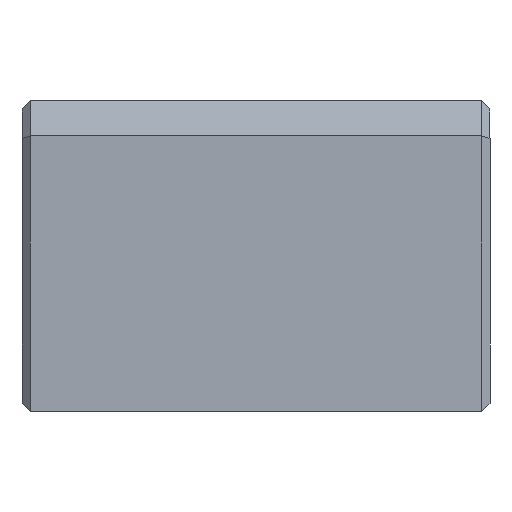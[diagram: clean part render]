
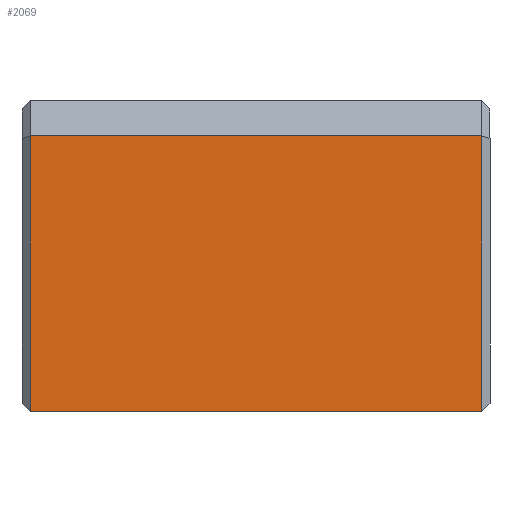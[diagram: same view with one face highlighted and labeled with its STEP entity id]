
A CAD part, front view. The second image highlights one B-rep face of the part: STEP entity #2069.
In plain terms, the highlighted planar face has unit normal (0, -1, 0).
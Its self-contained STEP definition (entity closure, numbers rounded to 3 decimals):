
#143 = VECTOR ( 'NONE', #1617, 1000. ) ;
#148 = EDGE_CURVE ( 'NONE', #899, #1468, #2028, .T. ) ;
#232 = DIRECTION ( 'NONE',  ( 0., 0., 1. ) ) ;
#260 = CARTESIAN_POINT ( 'NONE',  ( 12.85, -15.4, 20.753 ) ) ;
#304 = VERTEX_POINT ( 'NONE', #2116 ) ;
#358 = AXIS2_PLACEMENT_3D ( 'NONE', #1063, #1044, #232 ) ;
#399 = PLANE ( 'NONE',  #358 ) ;
#417 = ORIENTED_EDGE ( 'NONE', *, *, #148, .T. ) ;
#452 = LINE ( 'NONE', #2131, #528 ) ;
#528 = VECTOR ( 'NONE', #1433, 1000. ) ;
#531 = CARTESIAN_POINT ( 'NONE',  ( 46.778, -15.4, 33.832 ) ) ;
#785 = VECTOR ( 'NONE', #1880, 1000. ) ;
#899 = VERTEX_POINT ( 'NONE', #1112 ) ;
#930 = VECTOR ( 'NONE', #1163, 1000. ) ;
#1044 = DIRECTION ( 'NONE',  ( 0., 1., 0. ) ) ;
#1048 = EDGE_CURVE ( 'NONE', #1174, #899, #1373, .T. ) ;
#1063 = CARTESIAN_POINT ( 'NONE',  ( 46.778, -15.4, 33.832 ) ) ;
#1085 = CARTESIAN_POINT ( 'NONE',  ( -8.54, -15.4, 33.832 ) ) ;
#1112 = CARTESIAN_POINT ( 'NONE',  ( 12.85, -15.4, 33.832 ) ) ;
#1150 = ORIENTED_EDGE ( 'NONE', *, *, #1689, .T. ) ;
#1163 = DIRECTION ( 'NONE',  ( 0., 0., 1. ) ) ;
#1174 = VERTEX_POINT ( 'NONE', #260 ) ;
#1373 = LINE ( 'NONE', #1384, #930 ) ;
#1377 = EDGE_CURVE ( 'NONE', #1174, #304, #452, .T. ) ;
#1384 = CARTESIAN_POINT ( 'NONE',  ( 12.85, -15.4, 33.832 ) ) ;
#1422 = LINE ( 'NONE', #1085, #143 ) ;
#1433 = DIRECTION ( 'NONE',  ( -1., 0., 0. ) ) ;
#1468 = VERTEX_POINT ( 'NONE', #1840 ) ;
#1524 = EDGE_LOOP ( 'NONE', ( #417, #1150, #1773, #2162 ) ) ;
#1558 = FACE_OUTER_BOUND ( 'NONE', #1524, .T. ) ;
#1617 = DIRECTION ( 'NONE',  ( 0., 0., -1. ) ) ;
#1689 = EDGE_CURVE ( 'NONE', #1468, #304, #1422, .T. ) ;
#1773 = ORIENTED_EDGE ( 'NONE', *, *, #1377, .F. ) ;
#1840 = CARTESIAN_POINT ( 'NONE',  ( -8.54, -15.4, 33.832 ) ) ;
#1880 = DIRECTION ( 'NONE',  ( -1., 0., 0. ) ) ;
#2028 = LINE ( 'NONE', #531, #785 ) ;
#2069 = ADVANCED_FACE ( 'NONE', ( #1558 ), #399, .F. ) ;
#2116 = CARTESIAN_POINT ( 'NONE',  ( -8.54, -15.4, 20.753 ) ) ;
#2131 = CARTESIAN_POINT ( 'NONE',  ( 46.778, -15.4, 20.753 ) ) ;
#2162 = ORIENTED_EDGE ( 'NONE', *, *, #1048, .T. ) ;
